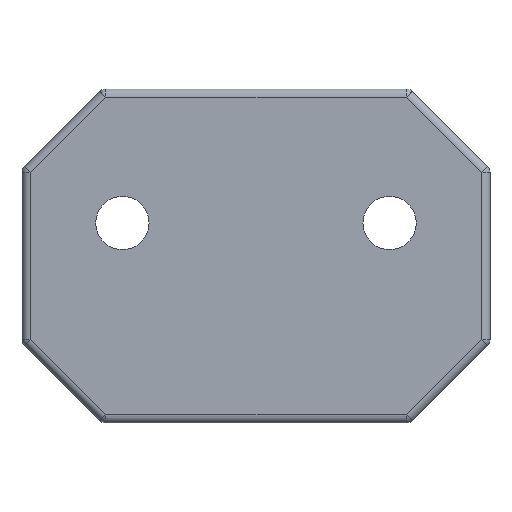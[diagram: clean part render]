
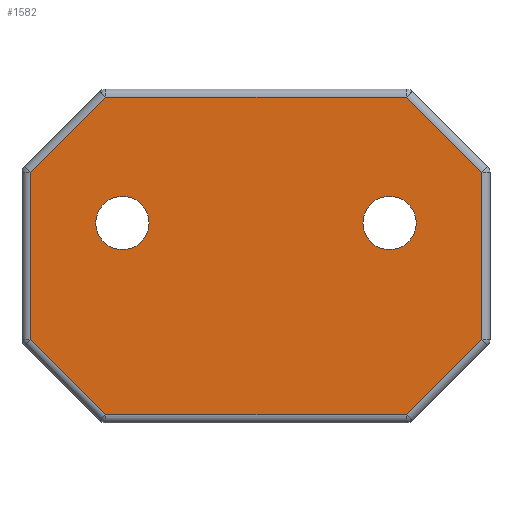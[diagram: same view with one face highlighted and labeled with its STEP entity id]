
A CAD part, front view. The second image highlights one B-rep face of the part: STEP entity #1582.
In plain terms, the highlighted planar face has unit normal (0, -1, 0).
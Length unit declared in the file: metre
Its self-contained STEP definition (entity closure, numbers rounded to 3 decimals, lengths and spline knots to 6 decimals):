
#106=CIRCLE('',#1715,0.001994);
#108=CIRCLE('',#1718,0.001994);
#307=ORIENTED_EDGE('',*,*,#774,.T.);
#308=ORIENTED_EDGE('',*,*,#775,.T.);
#309=ORIENTED_EDGE('',*,*,#776,.T.);
#310=ORIENTED_EDGE('',*,*,#777,.T.);
#311=ORIENTED_EDGE('',*,*,#778,.T.);
#312=ORIENTED_EDGE('',*,*,#779,.T.);
#313=ORIENTED_EDGE('',*,*,#780,.T.);
#314=ORIENTED_EDGE('',*,*,#781,.T.);
#315=ORIENTED_EDGE('',*,*,#769,.T.);
#316=ORIENTED_EDGE('',*,*,#767,.F.);
#767=EDGE_CURVE('',#998,#998,#106,.T.);
#769=EDGE_CURVE('',#1000,#1000,#108,.T.);
#774=EDGE_CURVE('',#1005,#1006,#1127,.F.);
#775=EDGE_CURVE('',#1006,#1007,#1128,.F.);
#776=EDGE_CURVE('',#1007,#1008,#1129,.T.);
#777=EDGE_CURVE('',#1008,#1009,#1130,.T.);
#778=EDGE_CURVE('',#1009,#1010,#1131,.F.);
#779=EDGE_CURVE('',#1010,#1011,#1132,.T.);
#780=EDGE_CURVE('',#1011,#1012,#1133,.T.);
#781=EDGE_CURVE('',#1012,#1005,#1134,.F.);
#998=VERTEX_POINT('',#2666);
#1000=VERTEX_POINT('',#2671);
#1005=VERTEX_POINT('',#2683);
#1006=VERTEX_POINT('',#2684);
#1007=VERTEX_POINT('',#2686);
#1008=VERTEX_POINT('',#2688);
#1009=VERTEX_POINT('',#2690);
#1010=VERTEX_POINT('',#2692);
#1011=VERTEX_POINT('',#2694);
#1012=VERTEX_POINT('',#2696);
#1127=LINE('',#2682,#1248);
#1128=LINE('',#2685,#1249);
#1129=LINE('',#2687,#1250);
#1130=LINE('',#2689,#1251);
#1131=LINE('',#2691,#1252);
#1132=LINE('',#2693,#1253);
#1133=LINE('',#2695,#1254);
#1134=LINE('',#2697,#1255);
#1248=VECTOR('',#2053,1.);
#1249=VECTOR('',#2054,1.);
#1250=VECTOR('',#2055,1.);
#1251=VECTOR('',#2056,1.);
#1252=VECTOR('',#2057,1.);
#1253=VECTOR('',#2058,1.);
#1254=VECTOR('',#2059,1.);
#1255=VECTOR('',#2060,1.);
#1316=EDGE_LOOP('',(#307,#308,#309,#310,#311,#312,#313,#314));
#1317=EDGE_LOOP('',(#315));
#1318=EDGE_LOOP('',(#316));
#1439=FACE_BOUND('',#1316,.T.);
#1440=FACE_BOUND('',#1317,.T.);
#1441=FACE_BOUND('',#1318,.T.);
#1556=PLANE('',#1720);
#1582=ADVANCED_FACE('',(#1439,#1440,#1441),#1556,.T.);
#1715=AXIS2_PLACEMENT_3D('',#2665,#2037,#2038);
#1718=AXIS2_PLACEMENT_3D('',#2670,#2043,#2044);
#1720=AXIS2_PLACEMENT_3D('',#2681,#2051,#2052);
#2037=DIRECTION('',(0.,-1.,0.));
#2038=DIRECTION('',(0.,0.,-1.));
#2043=DIRECTION('',(0.,1.,0.));
#2044=DIRECTION('',(0.,0.,-1.));
#2051=DIRECTION('',(0.,-1.,0.));
#2052=DIRECTION('',(1.,0.,0.));
#2053=DIRECTION('',(0.708,0.,-0.706));
#2054=DIRECTION('',(1.,0.,0.));
#2055=DIRECTION('',(-0.708,0.,-0.706));
#2056=DIRECTION('',(0.,0.,-1.));
#2057=DIRECTION('',(-0.708,0.,0.706));
#2058=DIRECTION('',(1.,0.,0.));
#2059=DIRECTION('',(0.708,0.,0.706));
#2060=DIRECTION('',(0.,0.,-1.));
#2665=CARTESIAN_POINT('',(-0.01018,-0.009271,0.002255));
#2666=CARTESIAN_POINT('',(-0.01018,-0.009271,0.000261));
#2670=CARTESIAN_POINT('',(0.009802,-0.009271,0.002255));
#2671=CARTESIAN_POINT('',(0.009802,-0.009271,0.000261));
#2681=CARTESIAN_POINT('',(-0.000189,-0.009271,-0.000211));
#2682=CARTESIAN_POINT('',(0.01135,-0.009271,0.011368));
#2683=CARTESIAN_POINT('',(0.016698,-0.009271,0.006039));
#2684=CARTESIAN_POINT('',(0.011052,-0.009271,0.011666));
#2685=CARTESIAN_POINT('',(-0.000189,-0.009271,0.011666));
#2686=CARTESIAN_POINT('',(-0.011431,-0.009271,0.011666));
#2687=CARTESIAN_POINT('',(-0.017257,-0.009271,0.005859));
#2688=CARTESIAN_POINT('',(-0.017077,-0.009271,0.006039));
#2689=CARTESIAN_POINT('',(-0.017077,-0.009271,-0.006715));
#2690=CARTESIAN_POINT('',(-0.017077,-0.009271,-0.00646));
#2691=CARTESIAN_POINT('',(-0.011729,-0.009271,-0.011789));
#2692=CARTESIAN_POINT('',(-0.011431,-0.009271,-0.012087));
#2693=CARTESIAN_POINT('',(0.011306,-0.009271,-0.012087));
#2694=CARTESIAN_POINT('',(0.011052,-0.009271,-0.012087));
#2695=CARTESIAN_POINT('',(0.016878,-0.009271,-0.00628));
#2696=CARTESIAN_POINT('',(0.016698,-0.009271,-0.00646));
#2697=CARTESIAN_POINT('',(0.016698,-0.009271,-0.000211));
